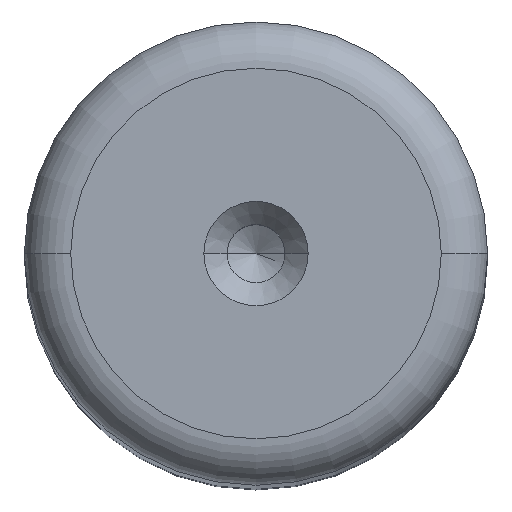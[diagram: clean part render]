
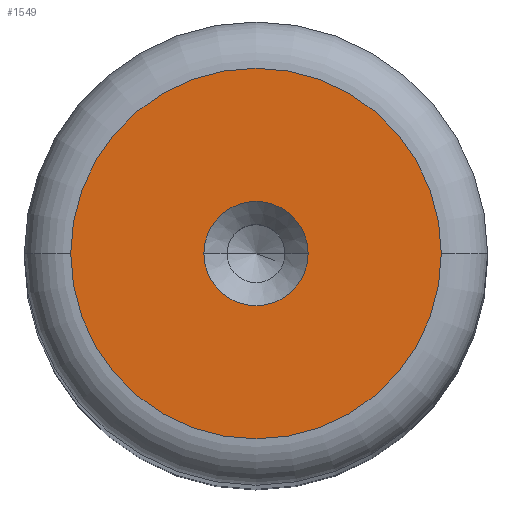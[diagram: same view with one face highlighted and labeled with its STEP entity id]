
A CAD part, top view. The second image highlights one B-rep face of the part: STEP entity #1549.
In plain terms, the highlighted planar face has unit normal (0, 0, 1).
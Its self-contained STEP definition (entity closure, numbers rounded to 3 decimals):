
#11 = DIRECTION ( 'NONE',  ( 0., 0., 1. ) ) ;
#36 = PLANE ( 'NONE',  #1345 ) ;
#128 = DIRECTION ( 'NONE',  ( 1., 0., 0. ) ) ;
#208 = AXIS2_PLACEMENT_3D ( 'NONE', #1603, #1378, #1369 ) ;
#300 = CARTESIAN_POINT ( 'NONE',  ( 0., 0., 120. ) ) ;
#305 = EDGE_CURVE ( 'NONE', #1440, #1037, #1155, .T. ) ;
#315 = EDGE_CURVE ( 'NONE', #573, #1547, #796, .T. ) ;
#436 = DIRECTION ( 'NONE',  ( 1., 0., 0. ) ) ;
#449 = AXIS2_PLACEMENT_3D ( 'NONE', #1611, #907, #128 ) ;
#458 = ORIENTED_EDGE ( 'NONE', *, *, #1416, .F. ) ;
#463 = ORIENTED_EDGE ( 'NONE', *, *, #315, .F. ) ;
#525 = AXIS2_PLACEMENT_3D ( 'NONE', #790, #11, #920 ) ;
#535 = CARTESIAN_POINT ( 'NONE',  ( 8., 0., 120. ) ) ;
#573 = VERTEX_POINT ( 'NONE', #873 ) ;
#646 = DIRECTION ( 'NONE',  ( 1., 0., 0. ) ) ;
#790 = CARTESIAN_POINT ( 'NONE',  ( 0., 0., 120. ) ) ;
#796 = CIRCLE ( 'NONE', #831, 2.25 ) ;
#829 = ORIENTED_EDGE ( 'NONE', *, *, #977, .T. ) ;
#831 = AXIS2_PLACEMENT_3D ( 'NONE', #1025, #903, #646 ) ;
#873 = CARTESIAN_POINT ( 'NONE',  ( -2.25, 0., 120. ) ) ;
#888 = CIRCLE ( 'NONE', #525, 2.25 ) ;
#903 = DIRECTION ( 'NONE',  ( 0., 0., 1. ) ) ;
#907 = DIRECTION ( 'NONE',  ( 0., 0., 1. ) ) ;
#920 = DIRECTION ( 'NONE',  ( 1., 0., 0. ) ) ;
#948 = CARTESIAN_POINT ( 'NONE',  ( 2.25, 0., 120. ) ) ;
#977 = EDGE_CURVE ( 'NONE', #1037, #1440, #1129, .T. ) ;
#989 = ORIENTED_EDGE ( 'NONE', *, *, #305, .T. ) ;
#1025 = CARTESIAN_POINT ( 'NONE',  ( 0., 0., 120. ) ) ;
#1037 = VERTEX_POINT ( 'NONE', #535 ) ;
#1046 = CARTESIAN_POINT ( 'NONE',  ( -8., 0., 120. ) ) ;
#1129 = CIRCLE ( 'NONE', #449, 8. ) ;
#1155 = CIRCLE ( 'NONE', #208, 8. ) ;
#1184 = DIRECTION ( 'NONE',  ( 0., 0., 1. ) ) ;
#1194 = EDGE_LOOP ( 'NONE', ( #458, #463 ) ) ;
#1345 = AXIS2_PLACEMENT_3D ( 'NONE', #300, #1184, #436 ) ;
#1364 = FACE_OUTER_BOUND ( 'NONE', #1588, .T. ) ;
#1369 = DIRECTION ( 'NONE',  ( 1., 0., 0. ) ) ;
#1378 = DIRECTION ( 'NONE',  ( 0., 0., 1. ) ) ;
#1413 = FACE_BOUND ( 'NONE', #1194, .T. ) ;
#1416 = EDGE_CURVE ( 'NONE', #1547, #573, #888, .T. ) ;
#1440 = VERTEX_POINT ( 'NONE', #1046 ) ;
#1547 = VERTEX_POINT ( 'NONE', #948 ) ;
#1549 = ADVANCED_FACE ( 'NONE', ( #1413, #1364 ), #36, .T. ) ;
#1588 = EDGE_LOOP ( 'NONE', ( #829, #989 ) ) ;
#1603 = CARTESIAN_POINT ( 'NONE',  ( 0., 0., 120. ) ) ;
#1611 = CARTESIAN_POINT ( 'NONE',  ( 0., 0., 120. ) ) ;
